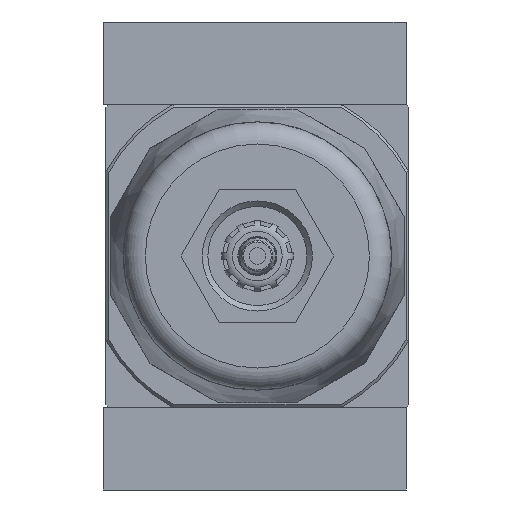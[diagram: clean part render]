
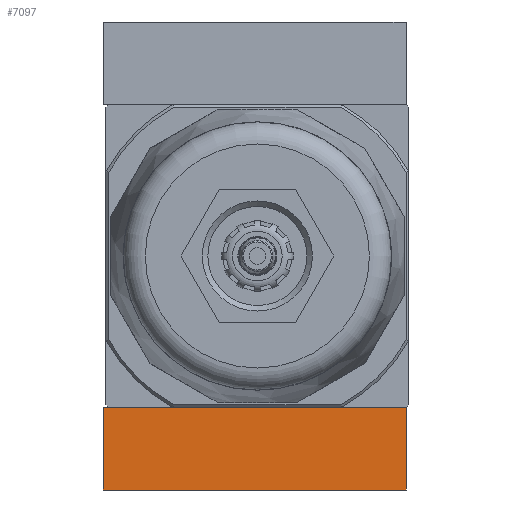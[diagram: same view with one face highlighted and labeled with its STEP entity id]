
A CAD part, front view. The second image highlights one B-rep face of the part: STEP entity #7097.
In plain terms, the highlighted face is planar.
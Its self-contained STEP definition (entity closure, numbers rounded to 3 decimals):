
#174=PLANE('',#7598);
#488=LINE('',#10972,#907);
#493=LINE('',#10986,#912);
#495=LINE('',#10990,#914);
#496=LINE('',#10991,#915);
#907=VECTOR('',#8732,1000.);
#912=VECTOR('',#8745,1000.);
#914=VECTOR('',#8749,1000.);
#915=VECTOR('',#8750,1000.);
#2129=ORIENTED_EDGE('',*,*,#3388,.T.);
#2130=ORIENTED_EDGE('',*,*,#3379,.F.);
#2131=ORIENTED_EDGE('',*,*,#3389,.F.);
#2132=ORIENTED_EDGE('',*,*,#3386,.T.);
#3379=EDGE_CURVE('',#4080,#4077,#488,.T.);
#3386=EDGE_CURVE('',#4086,#4085,#493,.T.);
#3388=EDGE_CURVE('',#4085,#4077,#495,.T.);
#3389=EDGE_CURVE('',#4086,#4080,#496,.T.);
#4077=VERTEX_POINT('',#10966);
#4080=VERTEX_POINT('',#10971);
#4085=VERTEX_POINT('',#10985);
#4086=VERTEX_POINT('',#10987);
#4906=EDGE_LOOP('',(#2129,#2130,#2131,#2132));
#5427=FACE_BOUND('',#4906,.T.);
#7097=ADVANCED_FACE('',(#5427),#174,.F.);
#7598=AXIS2_PLACEMENT_3D('',#10989,#8747,#8748);
#8732=DIRECTION('',(0.,0.,-1.));
#8745=DIRECTION('',(0.,0.,-1.));
#8747=DIRECTION('',(0.,-1.,0.));
#8748=DIRECTION('',(0.,0.,-1.));
#8749=DIRECTION('',(-1.,0.,0.));
#8750=DIRECTION('',(-1.,0.,0.));
#10966=CARTESIAN_POINT('',(-27.5,16.,-7.5));
#10971=CARTESIAN_POINT('',(-27.5,16.,7.5));
#10972=CARTESIAN_POINT('',(-27.5,16.,7.5));
#10985=CARTESIAN_POINT('',(27.5,16.,-7.5));
#10986=CARTESIAN_POINT('',(27.5,16.,7.5));
#10987=CARTESIAN_POINT('',(27.5,16.,7.5));
#10989=CARTESIAN_POINT('',(27.5,16.,7.5));
#10990=CARTESIAN_POINT('',(27.5,16.,-7.5));
#10991=CARTESIAN_POINT('',(27.5,16.,7.5));
